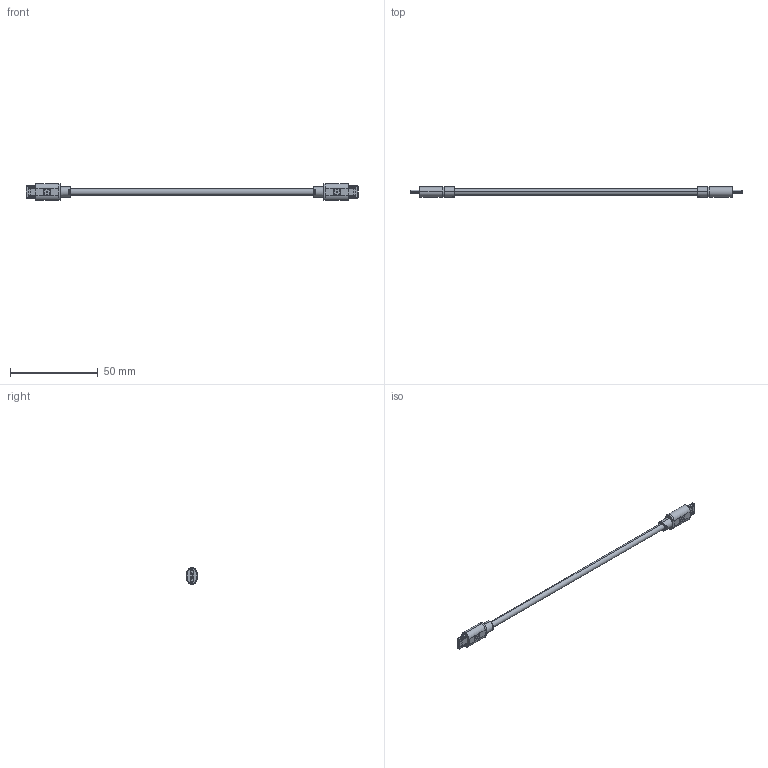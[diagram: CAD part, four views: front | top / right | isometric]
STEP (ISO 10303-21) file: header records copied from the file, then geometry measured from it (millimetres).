
FILE_DESCRIPTION (( 'STEP AP203' ), '1' );
FILE_NAME ('10-02342_revA.STEP', '2018-01-19T21:33:10', ( '' ), ( '' ), 'SwSTEP 2.0', 'SolidWorks 2015', '' );
FILE_SCHEMA (( 'CONFIG_CONTROL_DESIGN' ));
Length unit declared in the file: millimetre
Products named in the file (7): 55-00075; 50-00580 shell; 24-00218; 30-00088_blunt cut; 10-02342_revA; 50-00580 insulator; 50-00580
Assembly tree (9 placements, depth 3):
  10-02342_revA
    30-00088_blunt cut
    24-00218  x2
    55-00075  x2
    50-00580  x2
      50-00580 shell
      50-00580 insulator
Bounding box: 189 x 5.88 x 9.6 mm (x, y, z)
Volume: 3135.7 mm3; surface area: 16149.1 mm2
Topology: 62 solids, 62 shells, 894 faces, 2238 edges, 1484 vertices
Faces by surface type: plane 472, cylinder 306, bspline 80, torus 28, cone 8
Entity records: 19034 total; most frequent: CARTESIAN_POINT 4764, DIRECTION 2818, ORIENTED_EDGE 2712, EDGE_CURVE 1356, AXIS2_PLACEMENT_3D 1045, VERTEX_POINT 900, LINE 728, VECTOR 728
